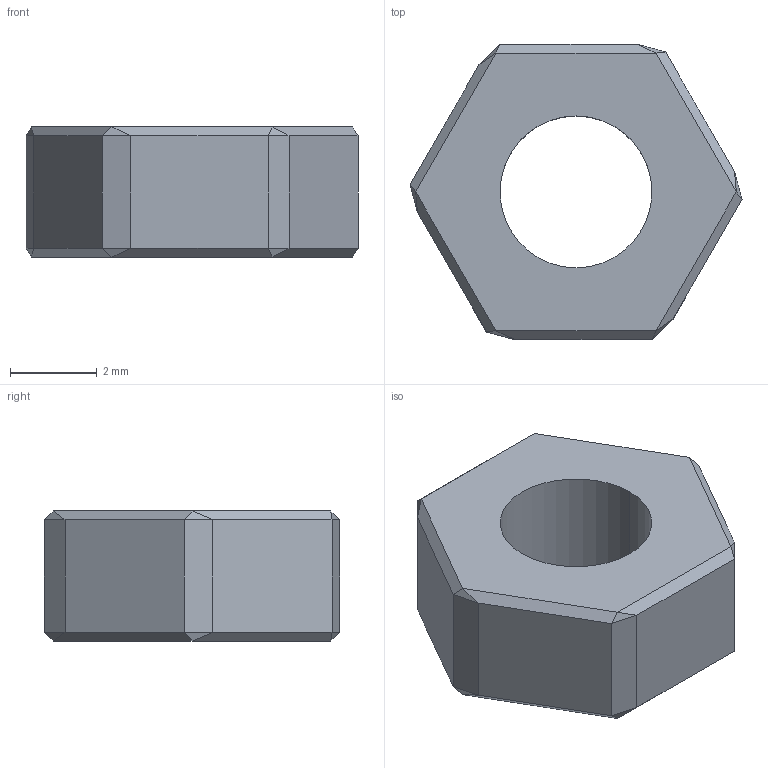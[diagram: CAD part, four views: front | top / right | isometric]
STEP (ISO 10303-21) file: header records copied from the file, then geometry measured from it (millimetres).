
FILE_DESCRIPTION (( 'STEP AP214' ), '1' );
FILE_NAME ('nut_m4_hex_custom.STEP', '2025-05-27T14:01:30', ( '' ), ( '' ), 'SwSTEP 2.0', 'SolidWorks 2025', '' );
FILE_SCHEMA (( 'AUTOMOTIVE_DESIGN' ));
Length unit declared in the file: millimetre
Products named in the file (1): nut_m4_hex_custom_default
Bounding box: 7.65 x 6.8 x 3 mm (x, y, z)
Volume: 89.6 mm3; surface area: 157.3 mm2
Topology: 1 solids, 1 shells, 40 faces, 78 edges, 40 vertices
Faces by surface type: plane 38, cylinder 2
Entity records: 985 total; most frequent: DIRECTION 164, CARTESIAN_POINT 159, ORIENTED_EDGE 156, EDGE_CURVE 78, LINE 74, VECTOR 74, AXIS2_PLACEMENT_3D 45, EDGE_LOOP 42
